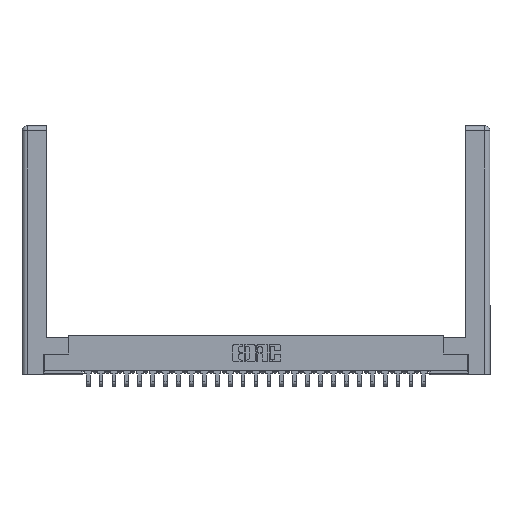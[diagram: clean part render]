
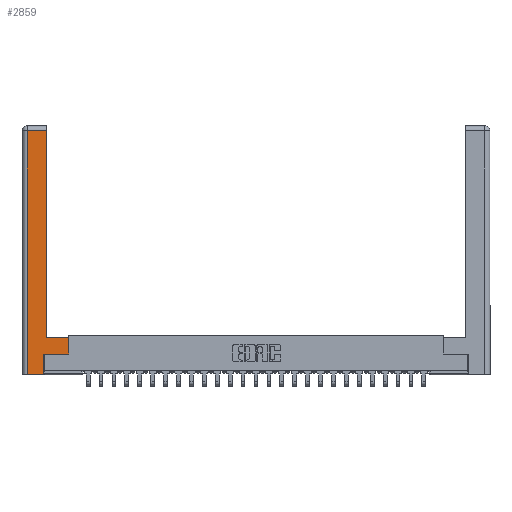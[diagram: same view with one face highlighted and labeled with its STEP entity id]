
A CAD part, top view. The second image highlights one B-rep face of the part: STEP entity #2859.
In plain terms, the highlighted planar face has unit normal (0, 0, 1).
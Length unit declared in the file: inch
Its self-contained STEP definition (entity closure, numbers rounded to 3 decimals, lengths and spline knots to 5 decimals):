
#28 = VERTEX_POINT ( 'NONE', #17652 ) ;
#69 = EDGE_LOOP ( 'NONE', ( #10819, #17397, #4828, #13576, #2590, #15008, #3467, #3759 ) ) ;
#120 = CARTESIAN_POINT ( 'NONE',  ( 0.295, 3., 0. ) ) ;
#594 = DIRECTION ( 'NONE',  ( 1., 0., 0. ) ) ;
#2070 = VECTOR ( 'NONE', #594, 39.37008 ) ;
#2421 = VERTEX_POINT ( 'NONE', #25620 ) ;
#2440 = DIRECTION ( 'NONE',  ( -1., 0., 0. ) ) ;
#2571 = CARTESIAN_POINT ( 'NONE',  ( 0., 0., 0. ) ) ;
#2590 = ORIENTED_EDGE ( 'NONE', *, *, #19521, .T. ) ;
#2859 = ADVANCED_FACE ( 'NONE', ( #5383 ), #17194, .F. ) ;
#3198 = VECTOR ( 'NONE', #23770, 39.37008 ) ;
#3428 = VECTOR ( 'NONE', #11608, 39.37008 ) ;
#3467 = ORIENTED_EDGE ( 'NONE', *, *, #27652, .T. ) ;
#3759 = ORIENTED_EDGE ( 'NONE', *, *, #22579, .T. ) ;
#3840 = DIRECTION ( 'NONE',  ( -1., 0., 0. ) ) ;
#4054 = LINE ( 'NONE', #10454, #14383 ) ;
#4120 = LINE ( 'NONE', #24519, #3428 ) ;
#4828 = ORIENTED_EDGE ( 'NONE', *, *, #14986, .T. ) ;
#5352 = CARTESIAN_POINT ( 'NONE',  ( 0.265, 0., 0. ) ) ;
#5369 = CARTESIAN_POINT ( 'NONE',  ( 0.0615, 0., 0. ) ) ;
#5383 = FACE_OUTER_BOUND ( 'NONE', #69, .T. ) ;
#5469 = VECTOR ( 'NONE', #7972, 39.37008 ) ;
#6700 = VERTEX_POINT ( 'NONE', #22152 ) ;
#7054 = DIRECTION ( 'NONE',  ( 0., 0., -1. ) ) ;
#7972 = DIRECTION ( 'NONE',  ( 0., 1., 0. ) ) ;
#7996 = CARTESIAN_POINT ( 'NONE',  ( 0.565, 0.45, 0. ) ) ;
#8441 = CARTESIAN_POINT ( 'NONE',  ( 0.0615, 2.94, 0. ) ) ;
#8842 = EDGE_CURVE ( 'NONE', #6700, #27378, #20812, .T. ) ;
#8966 = VERTEX_POINT ( 'NONE', #5352 ) ;
#9886 = VECTOR ( 'NONE', #2440, 39.37008 ) ;
#9900 = VECTOR ( 'NONE', #23366, 39.37008 ) ;
#10030 = CARTESIAN_POINT ( 'NONE',  ( 0.265, 0.245, 0. ) ) ;
#10344 = CARTESIAN_POINT ( 'NONE',  ( 0.0615, 0., 0. ) ) ;
#10454 = CARTESIAN_POINT ( 'NONE',  ( 0.0615, 2.94, 0. ) ) ;
#10819 = ORIENTED_EDGE ( 'NONE', *, *, #12900, .T. ) ;
#11608 = DIRECTION ( 'NONE',  ( 1., 0., 0. ) ) ;
#12466 = LINE ( 'NONE', #10030, #5469 ) ;
#12600 = VERTEX_POINT ( 'NONE', #5369 ) ;
#12900 = EDGE_CURVE ( 'NONE', #2421, #26268, #26631, .T. ) ;
#13576 = ORIENTED_EDGE ( 'NONE', *, *, #13952, .T. ) ;
#13952 = EDGE_CURVE ( 'NONE', #12600, #8966, #4120, .T. ) ;
#14383 = VECTOR ( 'NONE', #3840, 39.37008 ) ;
#14986 = EDGE_CURVE ( 'NONE', #19718, #12600, #25642, .T. ) ;
#15008 = ORIENTED_EDGE ( 'NONE', *, *, #8842, .T. ) ;
#15252 = CARTESIAN_POINT ( 'NONE',  ( 0.295, 0.45, 0. ) ) ;
#16284 = LINE ( 'NONE', #7996, #9900 ) ;
#17194 = PLANE ( 'NONE',  #18617 ) ;
#17290 = LINE ( 'NONE', #15252, #9886 ) ;
#17397 = ORIENTED_EDGE ( 'NONE', *, *, #21229, .T. ) ;
#17652 = CARTESIAN_POINT ( 'NONE',  ( 0.565, 0.45, 0. ) ) ;
#18617 = AXIS2_PLACEMENT_3D ( 'NONE', #2571, #7054, #25976 ) ;
#19260 = DIRECTION ( 'NONE',  ( 0., -1., 0. ) ) ;
#19521 = EDGE_CURVE ( 'NONE', #8966, #6700, #12466, .T. ) ;
#19718 = VERTEX_POINT ( 'NONE', #8441 ) ;
#20812 = LINE ( 'NONE', #21727, #2070 ) ;
#21229 = EDGE_CURVE ( 'NONE', #26268, #19718, #4054, .T. ) ;
#21727 = CARTESIAN_POINT ( 'NONE',  ( 0.565, 0.245, 0. ) ) ;
#22152 = CARTESIAN_POINT ( 'NONE',  ( 0.265, 0.245, 0. ) ) ;
#22169 = CARTESIAN_POINT ( 'NONE',  ( 0.565, 0.245, 0. ) ) ;
#22579 = EDGE_CURVE ( 'NONE', #28, #2421, #17290, .T. ) ;
#23366 = DIRECTION ( 'NONE',  ( 0., 1., 0. ) ) ;
#23770 = DIRECTION ( 'NONE',  ( 0., 1., 0. ) ) ;
#24519 = CARTESIAN_POINT ( 'NONE',  ( 0.265, 0., 0. ) ) ;
#25289 = VECTOR ( 'NONE', #19260, 39.37008 ) ;
#25620 = CARTESIAN_POINT ( 'NONE',  ( 0.295, 0.45, 0. ) ) ;
#25642 = LINE ( 'NONE', #10344, #25289 ) ;
#25976 = DIRECTION ( 'NONE',  ( -1., 0., 0. ) ) ;
#26268 = VERTEX_POINT ( 'NONE', #26522 ) ;
#26522 = CARTESIAN_POINT ( 'NONE',  ( 0.295, 2.94, 0. ) ) ;
#26631 = LINE ( 'NONE', #120, #3198 ) ;
#27378 = VERTEX_POINT ( 'NONE', #22169 ) ;
#27652 = EDGE_CURVE ( 'NONE', #27378, #28, #16284, .T. ) ;
